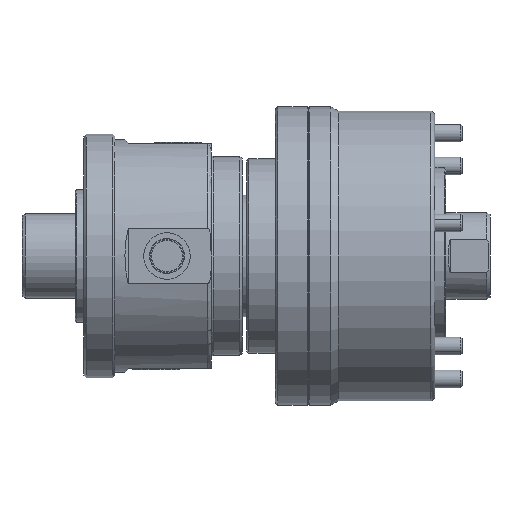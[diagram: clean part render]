
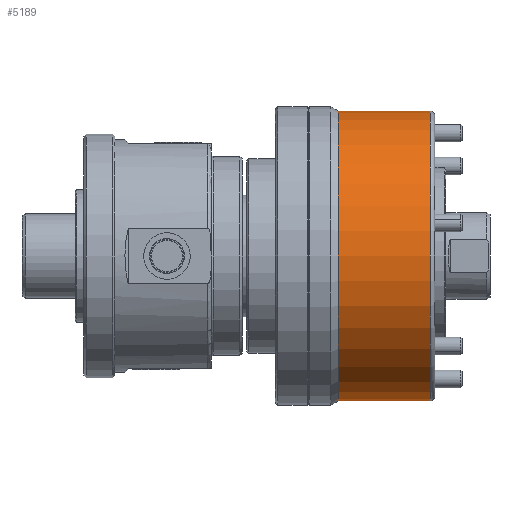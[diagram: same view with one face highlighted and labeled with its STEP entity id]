
A CAD part, front view. The second image highlights one B-rep face of the part: STEP entity #5189.
In plain terms, the highlighted cylindrical face has radius 65.5 mm (diameter 131 mm), a partial arc.
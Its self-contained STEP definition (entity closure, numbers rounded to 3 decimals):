
#347 = DIRECTION ( 'NONE',  ( 1., 0., 0. ) ) ;
#1375 = DIRECTION ( 'NONE',  ( 1., 0., 0. ) ) ;
#1951 = CARTESIAN_POINT ( 'NONE',  ( 13.464, 0., 0. ) ) ;
#1955 = FACE_OUTER_BOUND ( 'NONE', #12018, .T. ) ;
#2475 = VERTEX_POINT ( 'NONE', #15231 ) ;
#5189 = ADVANCED_FACE ( 'NONE', ( #1955 ), #8440, .T. ) ;
#5494 = LINE ( 'NONE', #11960, #9750 ) ;
#5697 = DIRECTION ( 'NONE',  ( 0., 0., -1. ) ) ;
#5793 = AXIS2_PLACEMENT_3D ( 'NONE', #1951, #8438, #14919 ) ;
#6845 = DIRECTION ( 'NONE',  ( 0., 0., -1. ) ) ;
#8029 = ORIENTED_EDGE ( 'NONE', *, *, #14001, .T. ) ;
#8438 = DIRECTION ( 'NONE',  ( 1., 0., 0. ) ) ;
#8440 = CYLINDRICAL_SURFACE ( 'NONE', #18573, 65.5 ) ;
#8543 = EDGE_CURVE ( 'NONE', #19420, #2475, #14951, .T. ) ;
#9446 = LINE ( 'NONE', #15930, #16748 ) ;
#9750 = VECTOR ( 'NONE', #18445, 1000. ) ;
#9758 = VERTEX_POINT ( 'NONE', #11131 ) ;
#11131 = CARTESIAN_POINT ( 'NONE',  ( 55., 0., -65.5 ) ) ;
#11652 = ORIENTED_EDGE ( 'NONE', *, *, #19584, .T. ) ;
#11960 = CARTESIAN_POINT ( 'NONE',  ( 76.121, 0., -65.5 ) ) ;
#12018 = EDGE_LOOP ( 'NONE', ( #15056, #11652, #8029, #14337 ) ) ;
#13768 = CARTESIAN_POINT ( 'NONE',  ( 55., 0., 0. ) ) ;
#13839 = AXIS2_PLACEMENT_3D ( 'NONE', #13768, #20237, #5697 ) ;
#14001 = EDGE_CURVE ( 'NONE', #17678, #9758, #20286, .T. ) ;
#14337 = ORIENTED_EDGE ( 'NONE', *, *, #15847, .F. ) ;
#14919 = DIRECTION ( 'NONE',  ( 0., 0., -1. ) ) ;
#14921 = CARTESIAN_POINT ( 'NONE',  ( 76.121, 0., 0. ) ) ;
#14951 = CIRCLE ( 'NONE', #5793, 65.5 ) ;
#15056 = ORIENTED_EDGE ( 'NONE', *, *, #8543, .T. ) ;
#15231 = CARTESIAN_POINT ( 'NONE',  ( 13.464, 0., 65.5 ) ) ;
#15847 = EDGE_CURVE ( 'NONE', #19420, #9758, #5494, .T. ) ;
#15930 = CARTESIAN_POINT ( 'NONE',  ( 76.121, 0., 65.5 ) ) ;
#16748 = VECTOR ( 'NONE', #1375, 1000. ) ;
#17005 = CARTESIAN_POINT ( 'NONE',  ( 13.464, 0., -65.5 ) ) ;
#17678 = VERTEX_POINT ( 'NONE', #19043 ) ;
#18445 = DIRECTION ( 'NONE',  ( 1., 0., 0. ) ) ;
#18573 = AXIS2_PLACEMENT_3D ( 'NONE', #14921, #347, #6845 ) ;
#19043 = CARTESIAN_POINT ( 'NONE',  ( 55., 0., 65.5 ) ) ;
#19420 = VERTEX_POINT ( 'NONE', #17005 ) ;
#19584 = EDGE_CURVE ( 'NONE', #2475, #17678, #9446, .T. ) ;
#20237 = DIRECTION ( 'NONE',  ( -1., 0., 0. ) ) ;
#20286 = CIRCLE ( 'NONE', #13839, 65.5 ) ;
